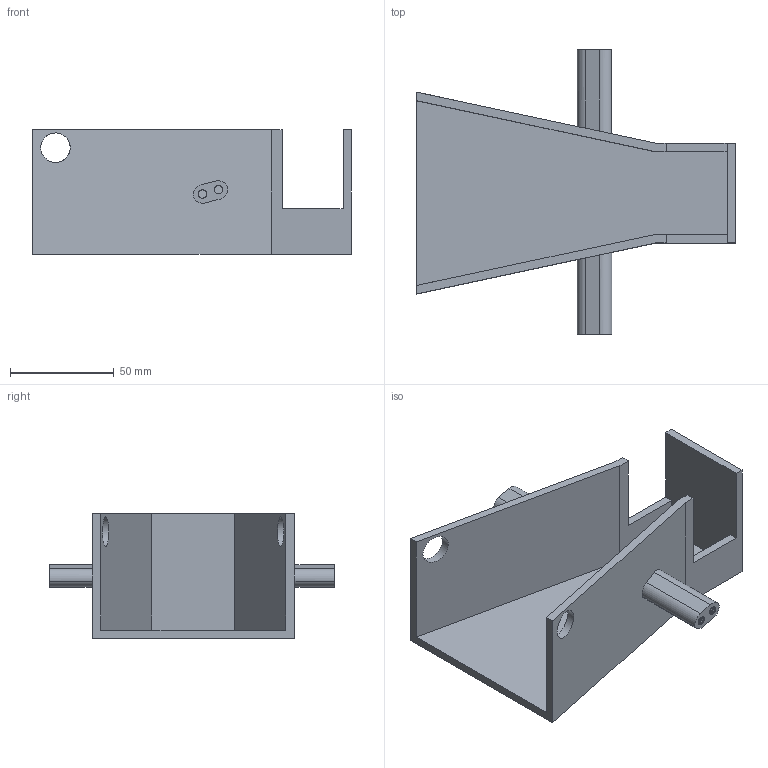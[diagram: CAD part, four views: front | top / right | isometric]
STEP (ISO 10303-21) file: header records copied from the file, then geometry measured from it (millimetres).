
FILE_DESCRIPTION(/* description */ (''),/* implementation_level */ '2;1');
FILE_NAME(/* name */ 'intakebox v2.step',/* time_stamp */ '2025-03-29T23:06:42-07:00',/* author */ (''),/* organization */ (''),/* preprocessor_version */ 'ST-DEVELOPER v20.1',/* originating_system */ 'Autodesk Translation Framework v14.4.0.0',/* authorisation */ '');
FILE_SCHEMA (('AUTOMOTIVE_DESIGN { 1 0 10303 214 3 1 1 }'));
Length unit declared in the file: millimetre
Products named in the file (1): intakeboxv2
Bounding box: 153.3 x 137 x 60 mm (x, y, z)
Volume: 117490.6 mm3; surface area: 63590.2 mm2
Topology: 3 solids, 3 shells, 310 faces, 912 edges, 608 vertices
Faces by surface type: plane 216, cylinder 94
Full cylindrical faces by diameter (mm): 14.2 x2
Entity records: 10339 total; most frequent: CARTESIAN_POINT 1831, ORIENTED_EDGE 1824, DIRECTION 1722, EDGE_CURVE 912, LINE 724, VECTOR 724, VERTEX_POINT 608, AXIS2_PLACEMENT_3D 499
